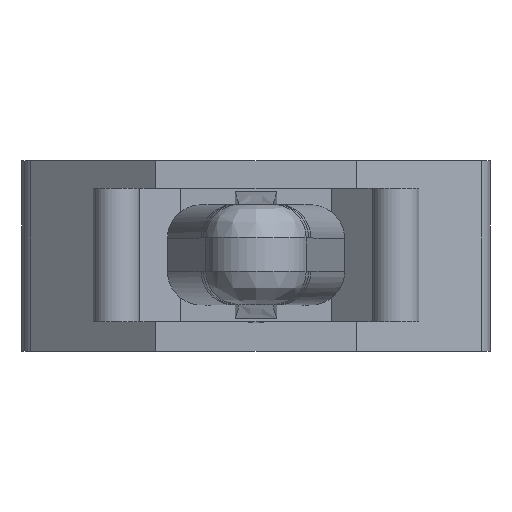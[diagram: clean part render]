
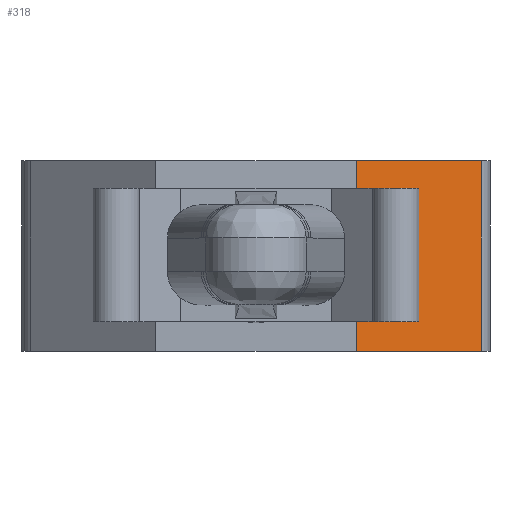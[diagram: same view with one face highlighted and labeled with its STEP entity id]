
A CAD part, top view. The second image highlights one B-rep face of the part: STEP entity #318.
In plain terms, the highlighted planar face has unit normal (0.648, 0, 0.762).
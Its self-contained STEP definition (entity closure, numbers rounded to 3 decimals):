
#318 = ADVANCED_FACE( '', ( #673 ), #674, .T. );
#673 = FACE_OUTER_BOUND( '', #1640, .T. );
#674 = PLANE( '', #1641 );
#1640 = EDGE_LOOP( '', ( #2731, #2732, #2733, #2734 ) );
#1641 = AXIS2_PLACEMENT_3D( '', #2735, #2736, #2737 );
#2731 = ORIENTED_EDGE( '', *, *, #3215, .F. );
#2732 = ORIENTED_EDGE( '', *, *, #3029, .F. );
#2733 = ORIENTED_EDGE( '', *, *, #3408, .T. );
#2734 = ORIENTED_EDGE( '', *, *, #3409, .T. );
#2735 = CARTESIAN_POINT( '', ( 3., -2.85, -5.85 ) );
#2736 = DIRECTION( '', ( 0.648, 0., 0.762 ) );
#2737 = DIRECTION( '', ( 0.762, 0., -0.648 ) );
#3029 = EDGE_CURVE( '', #3473, #3469, #3475, .T. );
#3215 = EDGE_CURVE( '', #3469, #3784, #3785, .T. );
#3408 = EDGE_CURVE( '', #3473, #4045, #4046, .T. );
#3409 = EDGE_CURVE( '', #4045, #3784, #4047, .T. );
#3469 = VERTEX_POINT( '', #4109 );
#3473 = VERTEX_POINT( '', #4115 );
#3475 = LINE( '', #4118, #4119 );
#3784 = VERTEX_POINT( '', #4555 );
#3785 = LINE( '', #4556, #4557 );
#4045 = VERTEX_POINT( '', #4957 );
#4046 = LINE( '', #4958, #4959 );
#4047 = LINE( '', #4960, #4961 );
#4109 = CARTESIAN_POINT( '', ( 3., 2.85, -5.85 ) );
#4115 = CARTESIAN_POINT( '', ( 3., -2.85, -5.85 ) );
#4118 = CARTESIAN_POINT( '', ( 3., -2.85, -5.85 ) );
#4119 = VECTOR( '', #5039, 1000. );
#4555 = CARTESIAN_POINT( '', ( 6.736, 2.85, -9.029 ) );
#4556 = CARTESIAN_POINT( '', ( 3., 2.85, -5.85 ) );
#4557 = VECTOR( '', #5303, 1000. );
#4957 = CARTESIAN_POINT( '', ( 6.736, -2.85, -9.029 ) );
#4958 = CARTESIAN_POINT( '', ( 3., -2.85, -5.85 ) );
#4959 = VECTOR( '', #5530, 1000. );
#4960 = CARTESIAN_POINT( '', ( 6.736, -2.85, -9.029 ) );
#4961 = VECTOR( '', #5531, 1000. );
#5039 = DIRECTION( '', ( 0., 1., 0. ) );
#5303 = DIRECTION( '', ( 0.762, 0., -0.648 ) );
#5530 = DIRECTION( '', ( 0.762, 0., -0.648 ) );
#5531 = DIRECTION( '', ( 0., 1., 0. ) );
